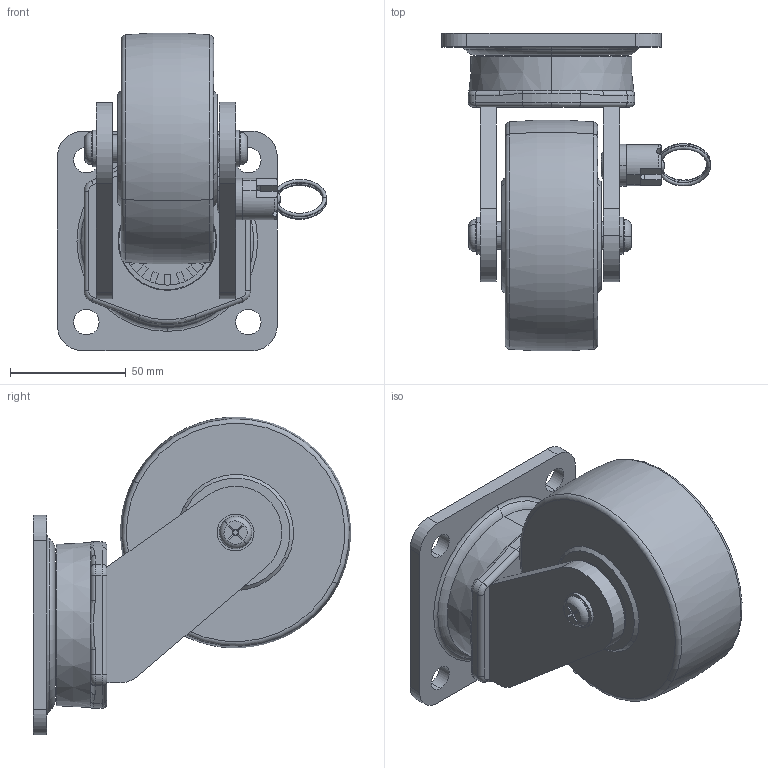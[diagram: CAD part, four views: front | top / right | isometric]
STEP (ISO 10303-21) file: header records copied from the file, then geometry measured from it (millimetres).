
FILE_DESCRIPTION (( 'STEP AP203' ), '1' );
FILE_NAME ('ACMM-100SFB ASSY-R1.STEP', '2016-08-09T00:45:40', ( '' ), ( '' ), 'SwSTEP 2.0', 'SolidWorks 2016', '' );
FILE_SCHEMA (( 'CONFIG_CONTROL_DESIGN' ));
Length unit declared in the file: millimetre
Products named in the file (18): ASSEMBLY; ACMM-75SF SHAFT; ACMM¿ë BRAKE WASHER; ACMM-75SF NUT; ACMM-75SF HOUSING; ACMM-100SFB ASSY-R1; ACMM-Bearing 6301zz; ACMM-100SF SIDE PLATE(R); ACMM-100SFB WHEEL_ACMM-75; ACMM-100SF SIDE PLATE(L); ACMM-100SF WHEEL ASSY; ACMM-100SF FRAME ASSY; BRAKE BLOCK_M14xP1.25_档搁摹荐(陛魂夸没馆康); ACMM-75SF PIN BOLT; new_PIN; ACMM-75SF PIN; ring; ACMM-75SF TOP PLATE
Assembly tree (18 placements, depth 3):
  ACMM-100SFB ASSY-R1
    ACMM-100SF FRAME ASSY
      ACMM-75SF HOUSING
      ACMM-100SF SIDE PLATE(R)
      ACMM-100SF SIDE PLATE(L)
    ACMM-75SF PIN BOLT
    ACMM-75SF PIN
    ACMM-75SF TOP PLATE
    ACMM-75SF SHAFT
    ACMM-75SF NUT
    ACMM-100SF WHEEL ASSY
      ACMM-Bearing 6301zz  x2
      ACMM-100SFB WHEEL_ACMM-75
    ASSEMBLY
      BRAKE BLOCK_M14xP1.25_档搁摹荐(陛魂夸没馆康)
      new_PIN
      ring
    ACMM¿ë BRAKE WASHER
Bounding box: 116.32 x 137.36 x 137.41 mm (x, y, z)
Volume: 472318.2 mm3; surface area: 120503.8 mm2
Topology: 19 solids, 19 shells, 1278 faces, 3293 edges, 2107 vertices
Faces by surface type: plane 754, cylinder 277, torus 86, cone 74, sphere 48, bspline 39
Entity records: 34347 total; most frequent: CARTESIAN_POINT 11028, ORIENTED_EDGE 4562, DIRECTION 4344, EDGE_CURVE 2281, AXIS2_PLACEMENT_3D 1674, VERTEX_POINT 1471, EDGE_LOOP 1014, LINE 996
